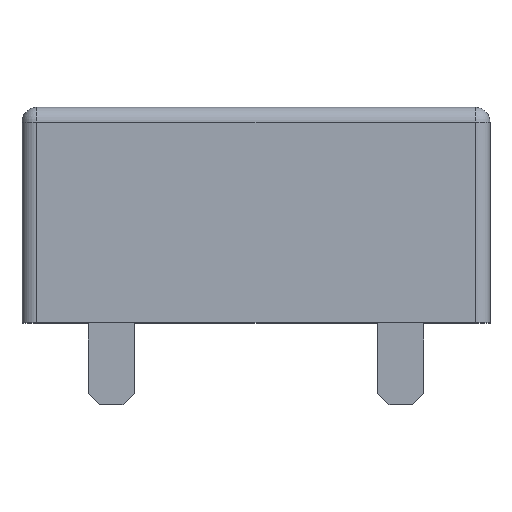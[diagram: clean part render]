
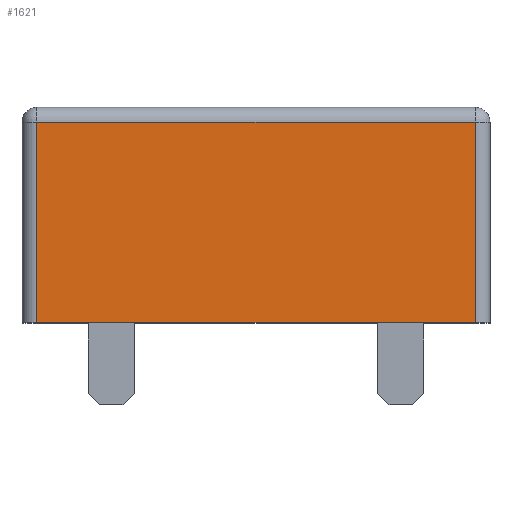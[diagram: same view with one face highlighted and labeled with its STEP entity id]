
A CAD part, top view. The second image highlights one B-rep face of the part: STEP entity #1621.
In plain terms, the highlighted planar face has unit normal (0, 0, 1).
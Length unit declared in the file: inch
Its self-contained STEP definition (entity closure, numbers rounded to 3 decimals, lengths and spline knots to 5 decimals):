
#391 = VECTOR ( 'NONE', #2600, 39.37008 ) ;
#554 = CARTESIAN_POINT ( 'NONE',  ( -0.315, 0.27, 0.1325 ) ) ;
#806 = CARTESIAN_POINT ( 'NONE',  ( -0.295, 0.29, 0.1325 ) ) ;
#831 = LINE ( 'NONE', #554, #391 ) ;
#1156 = EDGE_LOOP ( 'NONE', ( #2815, #2900, #4836, #2151 ) ) ;
#1264 = AXIS2_PLACEMENT_3D ( 'NONE', #3939, #4340, #1919 ) ;
#1621 = ADVANCED_FACE ( 'NONE', ( #5041 ), #2707, .F. ) ;
#1663 = DIRECTION ( 'NONE',  ( 1., 0., 0. ) ) ;
#1835 = VERTEX_POINT ( 'NONE', #5280 ) ;
#1844 = EDGE_CURVE ( 'NONE', #2009, #4972, #3715, .T. ) ;
#1919 = DIRECTION ( 'NONE',  ( -1., 0., 0. ) ) ;
#1959 = VECTOR ( 'NONE', #1663, 39.37008 ) ;
#2009 = VERTEX_POINT ( 'NONE', #2206 ) ;
#2048 = CARTESIAN_POINT ( 'NONE',  ( -0.315, 0., 0.1325 ) ) ;
#2070 = EDGE_CURVE ( 'NONE', #1835, #4690, #4036, .T. ) ;
#2147 = CARTESIAN_POINT ( 'NONE',  ( -0.295, 0., 0.1325 ) ) ;
#2151 = ORIENTED_EDGE ( 'NONE', *, *, #2070, .T. ) ;
#2206 = CARTESIAN_POINT ( 'NONE',  ( -0.295, 0.27, 0.1325 ) ) ;
#2600 = DIRECTION ( 'NONE',  ( -1., 0., 0. ) ) ;
#2707 = PLANE ( 'NONE',  #1264 ) ;
#2753 = VECTOR ( 'NONE', #4060, 39.37008 ) ;
#2815 = ORIENTED_EDGE ( 'NONE', *, *, #4449, .T. ) ;
#2900 = ORIENTED_EDGE ( 'NONE', *, *, #1844, .T. ) ;
#3419 = DIRECTION ( 'NONE',  ( 0., 1., 0. ) ) ;
#3715 = LINE ( 'NONE', #806, #2753 ) ;
#3780 = VECTOR ( 'NONE', #3419, 39.37008 ) ;
#3861 = CARTESIAN_POINT ( 'NONE',  ( 0.295, 0.27, 0.1325 ) ) ;
#3939 = CARTESIAN_POINT ( 'NONE',  ( -0.315, 0.29, 0.1325 ) ) ;
#4036 = LINE ( 'NONE', #5077, #3780 ) ;
#4060 = DIRECTION ( 'NONE',  ( 0., -1., 0. ) ) ;
#4131 = LINE ( 'NONE', #2048, #1959 ) ;
#4340 = DIRECTION ( 'NONE',  ( 0., 0., -1. ) ) ;
#4449 = EDGE_CURVE ( 'NONE', #4690, #2009, #831, .T. ) ;
#4690 = VERTEX_POINT ( 'NONE', #3861 ) ;
#4836 = ORIENTED_EDGE ( 'NONE', *, *, #5254, .T. ) ;
#4972 = VERTEX_POINT ( 'NONE', #2147 ) ;
#5041 = FACE_OUTER_BOUND ( 'NONE', #1156, .T. ) ;
#5077 = CARTESIAN_POINT ( 'NONE',  ( 0.295, 0.29, 0.1325 ) ) ;
#5254 = EDGE_CURVE ( 'NONE', #4972, #1835, #4131, .T. ) ;
#5280 = CARTESIAN_POINT ( 'NONE',  ( 0.295, 0., 0.1325 ) ) ;
